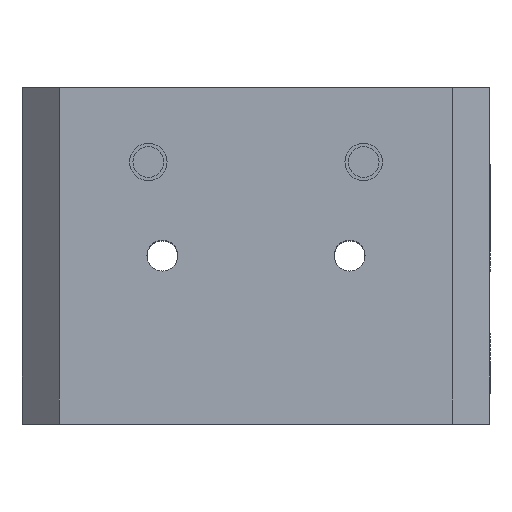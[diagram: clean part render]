
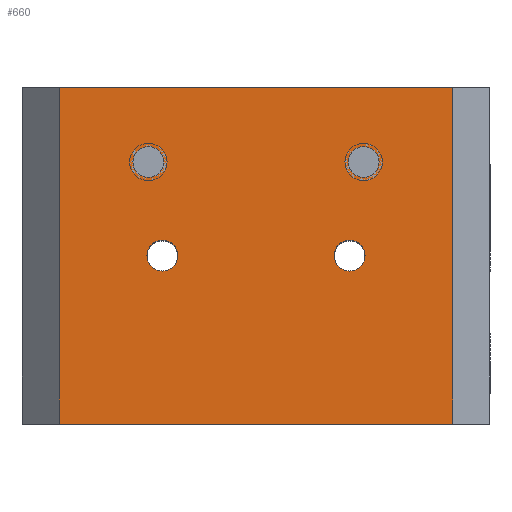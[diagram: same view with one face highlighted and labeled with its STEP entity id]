
A CAD part, top view. The second image highlights one B-rep face of the part: STEP entity #660.
In plain terms, the highlighted planar face has unit normal (0, 0, 1).
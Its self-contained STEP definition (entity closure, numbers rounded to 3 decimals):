
#10 = EDGE_LOOP ( 'NONE', ( #1022 ) ) ;
#106 = VERTEX_POINT ( 'NONE', #1829 ) ;
#110 = VERTEX_POINT ( 'NONE', #1804 ) ;
#113 = EDGE_LOOP ( 'NONE', ( #1021 ) ) ;
#115 = EDGE_LOOP ( 'NONE', ( #965, #144, #148, #147 ) ) ;
#116 = EDGE_LOOP ( 'NONE', ( #140 ) ) ;
#118 = EDGE_LOOP ( 'NONE', ( #979 ) ) ;
#120 = VERTEX_POINT ( 'NONE', #1803 ) ;
#140 = ORIENTED_EDGE ( 'NONE', *, *, #1798, .T. ) ;
#144 = ORIENTED_EDGE ( 'NONE', *, *, #1613, .T. ) ;
#147 = ORIENTED_EDGE ( 'NONE', *, *, #389, .T. ) ;
#148 = ORIENTED_EDGE ( 'NONE', *, *, #393, .T. ) ;
#239 = DIRECTION ( 'NONE',  ( -1., 0., 0. ) ) ;
#240 = DIRECTION ( 'NONE',  ( 1., 0., 0. ) ) ;
#266 = DIRECTION ( 'NONE',  ( -1., 0., 0. ) ) ;
#267 = DIRECTION ( 'NONE',  ( 0., 0., -1. ) ) ;
#268 = CARTESIAN_POINT ( 'NONE',  ( -34.954, -3.576, 25. ) ) ;
#348 = CARTESIAN_POINT ( 'NONE',  ( -23.954, 14.424, 25. ) ) ;
#352 = DIRECTION ( 'NONE',  ( 0., 0., -1. ) ) ;
#353 = CARTESIAN_POINT ( 'NONE',  ( -56.454, 6.424, 25. ) ) ;
#354 = CARTESIAN_POINT ( 'NONE',  ( -33.454, 6.424, 25. ) ) ;
#355 = DIRECTION ( 'NONE',  ( 0., 0., -1. ) ) ;
#356 = DIRECTION ( 'NONE',  ( -1., 0., 0. ) ) ;
#358 = CARTESIAN_POINT ( 'NONE',  ( -69.954, 14.424, 25. ) ) ;
#359 = CARTESIAN_POINT ( 'NONE',  ( -69.954, -21.576, 25. ) ) ;
#361 = DIRECTION ( 'NONE',  ( 1., 0., 0. ) ) ;
#362 = DIRECTION ( 'NONE',  ( 0., 1., 0. ) ) ;
#389 = EDGE_CURVE ( 'NONE', #1887, #106, #1253, .T. ) ;
#390 = EDGE_CURVE ( 'NONE', #120, #106, #1254, .T. ) ;
#391 = EDGE_CURVE ( 'NONE', #513, #513, #1259, .T. ) ;
#392 = EDGE_CURVE ( 'NONE', #512, #512, #1263, .T. ) ;
#393 = EDGE_CURVE ( 'NONE', #110, #1887, #1257, .T. ) ;
#396 = EDGE_CURVE ( 'NONE', #532, #532, #1261, .T. ) ;
#427 = AXIS2_PLACEMENT_3D ( 'NONE', #354, #355, #356 ) ;
#428 = AXIS2_PLACEMENT_3D ( 'NONE', #353, #352, #239 ) ;
#429 = AXIS2_PLACEMENT_3D ( 'NONE', #268, #267, #266 ) ;
#512 = VERTEX_POINT ( 'NONE', #1494 ) ;
#513 = VERTEX_POINT ( 'NONE', #1493 ) ;
#532 = VERTEX_POINT ( 'NONE', #1495 ) ;
#533 = VERTEX_POINT ( 'NONE', #1095 ) ;
#660 = ADVANCED_FACE ( 'NONE', ( #1669, #1673, #1670, #1672, #1671 ), #1627, .F. ) ;
#965 = ORIENTED_EDGE ( 'NONE', *, *, #390, .F. ) ;
#979 = ORIENTED_EDGE ( 'NONE', *, *, #391, .T. ) ;
#1021 = ORIENTED_EDGE ( 'NONE', *, *, #396, .T. ) ;
#1022 = ORIENTED_EDGE ( 'NONE', *, *, #392, .T. ) ;
#1095 = CARTESIAN_POINT ( 'NONE',  ( -56.604, -3.576, 25. ) ) ;
#1253 = LINE ( 'NONE', #348, #1260 ) ;
#1254 = LINE ( 'NONE', #358, #1258 ) ;
#1257 = LINE ( 'NONE', #359, #1279 ) ;
#1258 = VECTOR ( 'NONE', #361, 1000. ) ;
#1259 = CIRCLE ( 'NONE', #427, 1.65 ) ;
#1260 = VECTOR ( 'NONE', #362, 1000. ) ;
#1261 = CIRCLE ( 'NONE', #429, 1.65 ) ;
#1263 = CIRCLE ( 'NONE', #428, 1.65 ) ;
#1279 = VECTOR ( 'NONE', #240, 1000. ) ;
#1373 = CARTESIAN_POINT ( 'NONE',  ( -65.954, 14.424, 25. ) ) ;
#1374 = DIRECTION ( 'NONE',  ( 0., -1., 0. ) ) ;
#1411 = CARTESIAN_POINT ( 'NONE',  ( -54.954, -3.576, 25. ) ) ;
#1412 = DIRECTION ( 'NONE',  ( 0., 0., -1. ) ) ;
#1413 = DIRECTION ( 'NONE',  ( -1., 0., 0. ) ) ;
#1479 = CARTESIAN_POINT ( 'NONE',  ( -23.954, -21.576, 25. ) ) ;
#1493 = CARTESIAN_POINT ( 'NONE',  ( -35.104, 6.424, 25. ) ) ;
#1494 = CARTESIAN_POINT ( 'NONE',  ( -58.104, 6.424, 25. ) ) ;
#1495 = CARTESIAN_POINT ( 'NONE',  ( -36.604, -3.576, 25. ) ) ;
#1533 = AXIS2_PLACEMENT_3D ( 'NONE', #1630, #1629, #1663 ) ;
#1571 = AXIS2_PLACEMENT_3D ( 'NONE', #1411, #1412, #1413 ) ;
#1613 = EDGE_CURVE ( 'NONE', #120, #110, #1720, .T. ) ;
#1627 = PLANE ( 'NONE',  #1533 ) ;
#1629 = DIRECTION ( 'NONE',  ( 0., 0., -1. ) ) ;
#1630 = CARTESIAN_POINT ( 'NONE',  ( -69.954, 14.424, 25. ) ) ;
#1663 = DIRECTION ( 'NONE',  ( -1., 0., 0. ) ) ;
#1669 = FACE_BOUND ( 'NONE', #118, .T. ) ;
#1670 = FACE_BOUND ( 'NONE', #113, .T. ) ;
#1671 = FACE_OUTER_BOUND ( 'NONE', #115, .T. ) ;
#1672 = FACE_BOUND ( 'NONE', #116, .T. ) ;
#1673 = FACE_BOUND ( 'NONE', #10, .T. ) ;
#1705 = CIRCLE ( 'NONE', #1571, 1.65 ) ;
#1715 = VECTOR ( 'NONE', #1374, 1000. ) ;
#1720 = LINE ( 'NONE', #1373, #1715 ) ;
#1798 = EDGE_CURVE ( 'NONE', #533, #533, #1705, .T. ) ;
#1803 = CARTESIAN_POINT ( 'NONE',  ( -65.954, 14.424, 25. ) ) ;
#1804 = CARTESIAN_POINT ( 'NONE',  ( -65.954, -21.576, 25. ) ) ;
#1829 = CARTESIAN_POINT ( 'NONE',  ( -23.954, 14.424, 25. ) ) ;
#1887 = VERTEX_POINT ( 'NONE', #1479 ) ;
